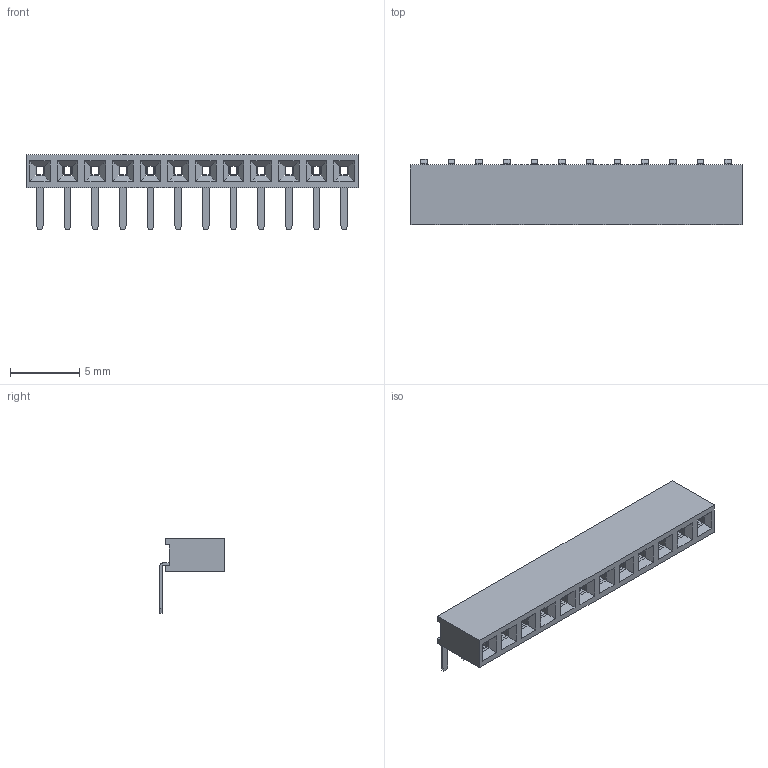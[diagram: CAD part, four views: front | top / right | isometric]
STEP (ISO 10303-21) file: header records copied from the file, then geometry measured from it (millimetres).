
FILE_DESCRIPTION(('STEP AP214'), '1');
FILE_NAME('PBS2-R1', '', ('UNSPECIFIED'), ('UNSPECIFIED'), 'ASCON STEP Converter 1.6', 'ASCON Math Kernel', '');
FILE_SCHEMA(('AUTOMOTIVE_DESIGN { 1 0 10303 214 3 1 1}'));
Length unit declared in the file: millimetre
Bounding box: 24 x 4.7 x 5.4 mm (x, y, z)
Volume: 165.9 mm3; surface area: 955 mm2
Topology: 13 solids, 13 shells, 790 faces, 2148 edges, 1384 vertices
Faces by surface type: plane 610, cylinder 180
Entity records: 31020 total; most frequent: CARTESIAN_POINT 4323, ORIENTED_EDGE 4296, DIRECTION 4090, EDGE_CURVE 2148, LINE 1788, VECTOR 1788, VERTEX_POINT 1384, AXIS2_PLACEMENT_3D 1151
